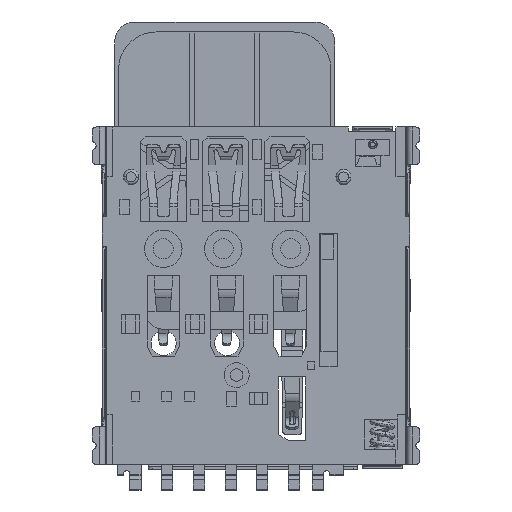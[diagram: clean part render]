
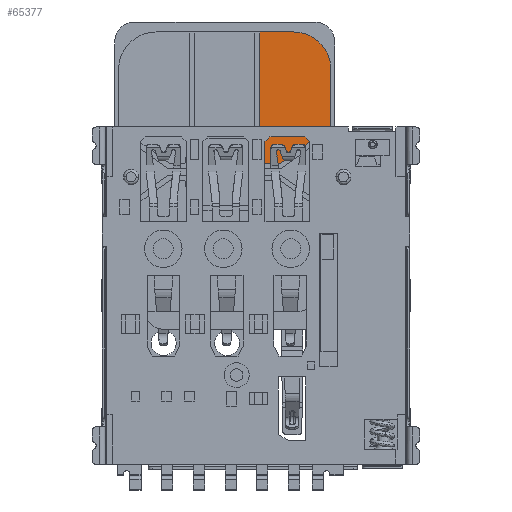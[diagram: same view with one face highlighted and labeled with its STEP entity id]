
A CAD part, front view. The second image highlights one B-rep face of the part: STEP entity #65377.
In plain terms, the highlighted planar face has unit normal (0, -1, 0).
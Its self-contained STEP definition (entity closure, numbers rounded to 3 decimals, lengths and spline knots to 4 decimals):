
#63758=DIRECTION('',(-1.,0.,0.));
#63759=VECTOR('',#63758,1.35);
#63760=CARTESIAN_POINT('',(1.575,0.57,3.8));
#63761=LINE('',#63760,#63759);
#64056=DIRECTION('',(0.,0.,1.));
#64057=VECTOR('',#64056,2.3049);
#64058=CARTESIAN_POINT('',(3.075,0.57,-0.0049));
#64059=LINE('',#64058,#64057);
#64104=DIRECTION('',(-1.,0.,0.));
#64105=VECTOR('',#64104,0.6171);
#64106=CARTESIAN_POINT('',(1.0374,0.57,-1.45));
#64107=LINE('',#64106,#64105);
#64108=DIRECTION('',(-0.174,0.,0.985));
#64109=VECTOR('',#64108,1.1247);
#64110=CARTESIAN_POINT('',(0.4203,0.57,-1.45));
#64111=LINE('',#64110,#64109);
#64112=CARTESIAN_POINT('',(1.575,0.57,2.3));
#64113=DIRECTION('',(0.,1.,0.));
#64114=DIRECTION('',(0.,0.,1.));
#64115=AXIS2_PLACEMENT_3D('',#64112,#64113,#64114);
#64117=DIRECTION('',(-0.816,0.,-0.578));
#64118=VECTOR('',#64117,2.498);
#64119=CARTESIAN_POINT('',(3.075,0.57,-0.0049));
#64120=LINE('',#64119,#64118);
#64137=DIRECTION('',(0.,0.,-1.));
#64138=VECTOR('',#64137,4.1424);
#64139=CARTESIAN_POINT('',(0.225,0.57,3.8));
#64140=LINE('',#64139,#64138);
#64424=CARTESIAN_POINT('',(1.575,0.57,3.8));
#64425=VERTEX_POINT('',#64424);
#64426=CARTESIAN_POINT('',(0.225,0.57,3.8));
#64427=VERTEX_POINT('',#64426);
#64546=CARTESIAN_POINT('',(3.075,0.57,-0.0049));
#64547=VERTEX_POINT('',#64546);
#64548=CARTESIAN_POINT('',(3.075,0.57,2.3));
#64549=VERTEX_POINT('',#64548);
#64558=CARTESIAN_POINT('',(1.0374,0.57,-1.45));
#64559=VERTEX_POINT('',#64558);
#64560=CARTESIAN_POINT('',(0.4203,0.57,-1.45));
#64561=VERTEX_POINT('',#64560);
#64562=CARTESIAN_POINT('',(0.225,0.57,-0.3424));
#64563=VERTEX_POINT('',#64562);
#65359=CARTESIAN_POINT('',(0.,0.57,0.));
#65360=DIRECTION('',(0.,-1.,0.));
#65361=DIRECTION('',(1.,0.,0.));
#65362=AXIS2_PLACEMENT_3D('',#65359,#65360,#65361);
#65363=PLANE('',#65362);
#65365=ORIENTED_EDGE('',*,*,#65364,.T.);
#65367=ORIENTED_EDGE('',*,*,#65366,.T.);
#65369=ORIENTED_EDGE('',*,*,#65368,.F.);
#65370=ORIENTED_EDGE('',*,*,#64848,.F.);
#65372=ORIENTED_EDGE('',*,*,#65371,.T.);
#65373=ORIENTED_EDGE('',*,*,#65252,.F.);
#65374=ORIENTED_EDGE('',*,*,#65350,.T.);
#65375=EDGE_LOOP('',(#65365,#65367,#65369,#65370,#65372,#65373,#65374));
#65376=FACE_OUTER_BOUND('',#65375,.F.);
#64116=CIRCLE('',#64115,1.5);
#64848=EDGE_CURVE('',#64425,#64427,#63761,.T.);
#65252=EDGE_CURVE('',#64547,#64549,#64059,.T.);
#65350=EDGE_CURVE('',#64547,#64559,#64120,.T.);
#65364=EDGE_CURVE('',#64559,#64561,#64107,.T.);
#65366=EDGE_CURVE('',#64561,#64563,#64111,.T.);
#65368=EDGE_CURVE('',#64427,#64563,#64140,.T.);
#65371=EDGE_CURVE('',#64425,#64549,#64116,.T.);
#65377=ADVANCED_FACE('',(#65376),#65363,.T.);
